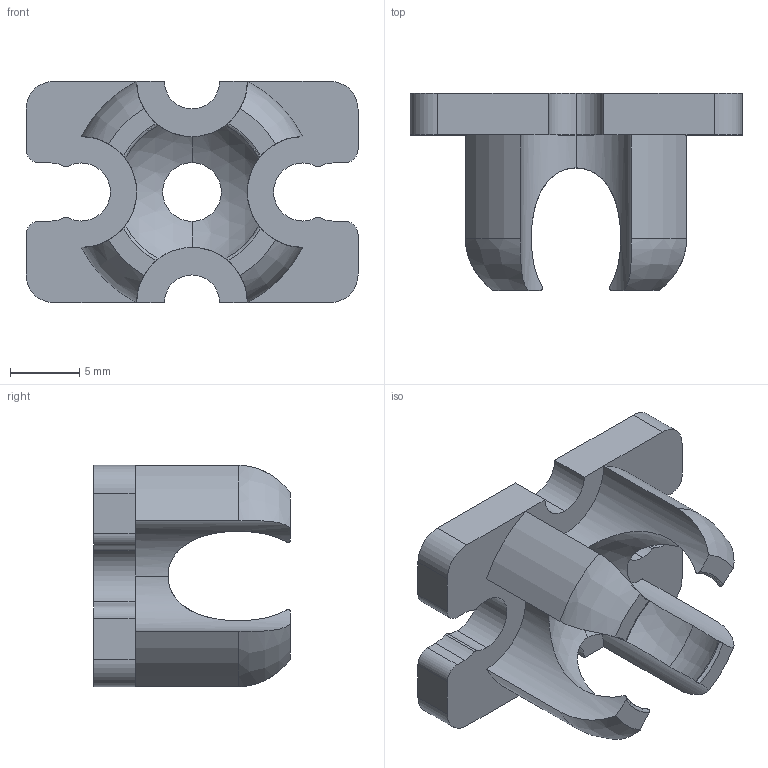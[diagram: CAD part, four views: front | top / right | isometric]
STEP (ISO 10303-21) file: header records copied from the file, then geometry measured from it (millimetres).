
FILE_DESCRIPTION (( 'STEP AP214' ), '1' );
FILE_NAME ('universal wheel V2.0注塑全向轮.step', '2016-10-28T04:19:56', ( 'dell' ), ( '' ), 'SwSTEP 2.0', 'SolidWorks 2013', '' );
FILE_SCHEMA (( 'AUTOMOTIVE_DESIGN' ));
Length unit declared in the file: millimetre
Products named in the file (1): universal wheel V2.0注塑全向轮
Bounding box: 24 x 14.23 x 16 mm (x, y, z)
Volume: 1282.6 mm3; surface area: 1915.9 mm2
Topology: 1 solids, 1 shells, 145 faces, 403 edges, 264 vertices
Faces by surface type: cylinder 81, plane 34, torus 16, bspline 8, sphere 4, cone 2
Entity records: 5233 total; most frequent: CARTESIAN_POINT 1454, ORIENTED_EDGE 806, DIRECTION 805, EDGE_CURVE 403, AXIS2_PLACEMENT_3D 325, VERTEX_POINT 264, CIRCLE 187, LINE 155
